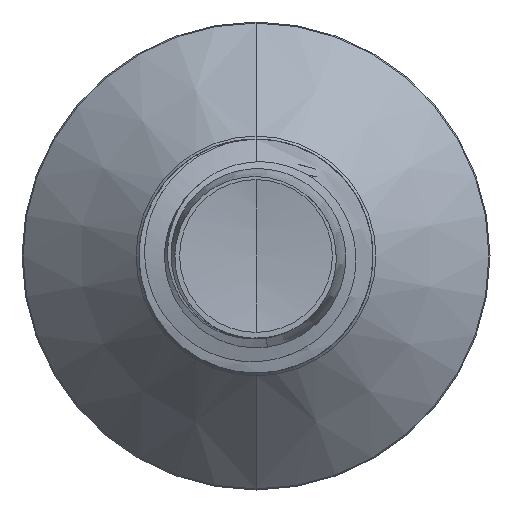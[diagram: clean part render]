
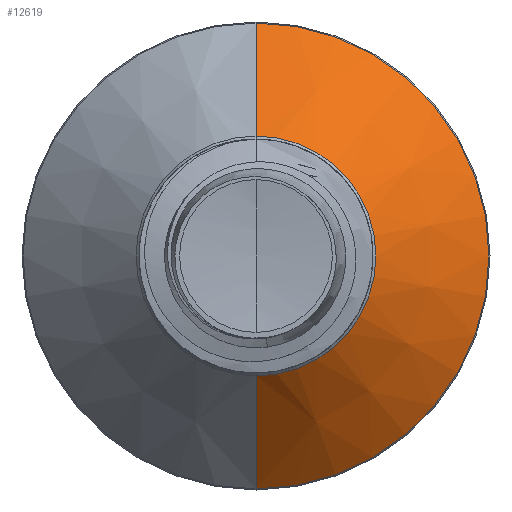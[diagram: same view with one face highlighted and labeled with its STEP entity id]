
A CAD part, front view. The second image highlights one B-rep face of the part: STEP entity #12619.
In plain terms, the highlighted conical face has half-angle 45 degrees and reference radius 2.563 mm.
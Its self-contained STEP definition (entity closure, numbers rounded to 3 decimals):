
#122 = DIRECTION ( 'NONE',  ( 0., 0., 1. ) ) ;
#1727 = VERTEX_POINT ( 'NONE', #32550 ) ;
#3423 = CONICAL_SURFACE ( 'NONE', #24625, 2.563, 0.785 ) ;
#3607 = LINE ( 'NONE', #23448, #9012 ) ;
#5178 = CARTESIAN_POINT ( 'NONE',  ( 0., 16.813, 0. ) ) ;
#6339 = CARTESIAN_POINT ( 'NONE',  ( 0., 19.228, 0. ) ) ;
#7019 = DIRECTION ( 'NONE',  ( 0., 0.707, 0.707 ) ) ;
#9012 = VECTOR ( 'NONE', #7019, 1000. ) ;
#9134 = DIRECTION ( 'NONE',  ( 0., 0., 1. ) ) ;
#9317 = VECTOR ( 'NONE', #22660, 1000. ) ;
#12061 = EDGE_CURVE ( 'NONE', #14909, #14289, #3607, .T. ) ;
#12619 = ADVANCED_FACE ( 'NONE', ( #15647 ), #3423, .T. ) ;
#14289 = VERTEX_POINT ( 'NONE', #16143 ) ;
#14909 = VERTEX_POINT ( 'NONE', #17335 ) ;
#15005 = EDGE_CURVE ( 'NONE', #14289, #15580, #19212, .T. ) ;
#15580 = VERTEX_POINT ( 'NONE', #21515 ) ;
#15647 = FACE_OUTER_BOUND ( 'NONE', #22624, .T. ) ;
#16143 = CARTESIAN_POINT ( 'NONE',  ( 0., 19.228, 4.978 ) ) ;
#16740 = DIRECTION ( 'NONE',  ( 0., 1., 0. ) ) ;
#17335 = CARTESIAN_POINT ( 'NONE',  ( 0., 16.813, 2.563 ) ) ;
#19212 = CIRCLE ( 'NONE', #32878, 4.978 ) ;
#20555 = ORIENTED_EDGE ( 'NONE', *, *, #22019, .T. ) ;
#21515 = CARTESIAN_POINT ( 'NONE',  ( 0., 19.228, -4.978 ) ) ;
#21850 = CIRCLE ( 'NONE', #32668, 2.563 ) ;
#22019 = EDGE_CURVE ( 'NONE', #14909, #1727, #21850, .T. ) ;
#22624 = EDGE_LOOP ( 'NONE', ( #20555, #33872, #26825, #23030 ) ) ;
#22660 = DIRECTION ( 'NONE',  ( 0., 0.707, -0.707 ) ) ;
#23030 = ORIENTED_EDGE ( 'NONE', *, *, #12061, .F. ) ;
#23448 = CARTESIAN_POINT ( 'NONE',  ( 0., 16.813, 2.563 ) ) ;
#24372 = DIRECTION ( 'NONE',  ( 0., 0., 1. ) ) ;
#24625 = AXIS2_PLACEMENT_3D ( 'NONE', #5178, #29517, #24372 ) ;
#25491 = DIRECTION ( 'NONE',  ( 0., 1., 0. ) ) ;
#26825 = ORIENTED_EDGE ( 'NONE', *, *, #15005, .F. ) ;
#29319 = LINE ( 'NONE', #30947, #9317 ) ;
#29517 = DIRECTION ( 'NONE',  ( 0., 1., 0. ) ) ;
#30947 = CARTESIAN_POINT ( 'NONE',  ( 0., 16.813, -2.563 ) ) ;
#31281 = EDGE_CURVE ( 'NONE', #1727, #15580, #29319, .T. ) ;
#32550 = CARTESIAN_POINT ( 'NONE',  ( 0., 16.813, -2.563 ) ) ;
#32668 = AXIS2_PLACEMENT_3D ( 'NONE', #32831, #16740, #122 ) ;
#32831 = CARTESIAN_POINT ( 'NONE',  ( 0., 16.813, 0. ) ) ;
#32878 = AXIS2_PLACEMENT_3D ( 'NONE', #6339, #25491, #9134 ) ;
#33872 = ORIENTED_EDGE ( 'NONE', *, *, #31281, .T. ) ;
